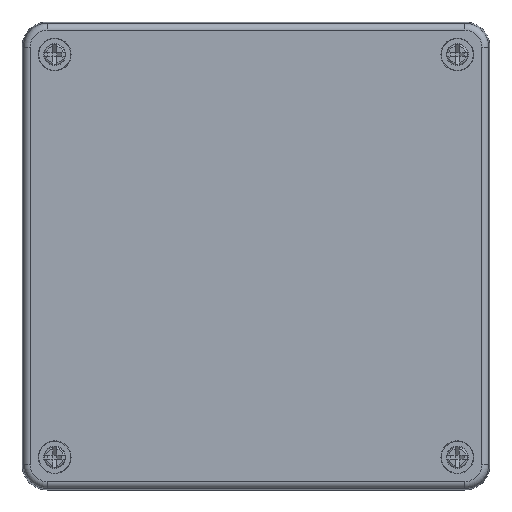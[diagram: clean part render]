
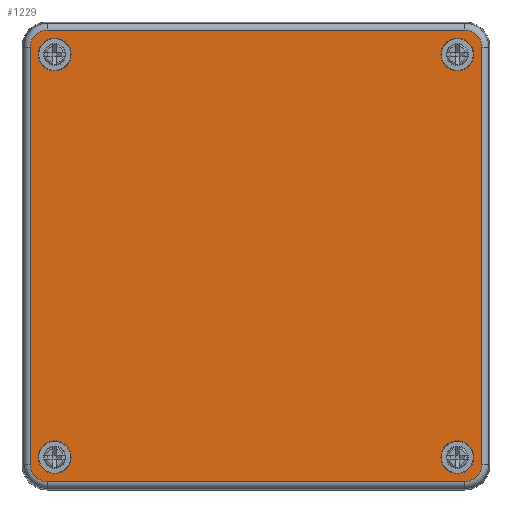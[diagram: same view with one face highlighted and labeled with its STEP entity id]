
A CAD part, top view. The second image highlights one B-rep face of the part: STEP entity #1229.
In plain terms, the highlighted planar face has unit normal (0, 0, 1).
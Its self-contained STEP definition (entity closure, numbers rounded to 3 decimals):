
#1229 = ADVANCED_FACE( '', ( #2609, #2610, #2611, #2612, #2613 ), #2614, .F. );
#2609 = FACE_BOUND( '', #4073, .T. );
#2610 = FACE_BOUND( '', #4074, .T. );
#2611 = FACE_BOUND( '', #4075, .T. );
#2612 = FACE_BOUND( '', #4076, .T. );
#2613 = FACE_OUTER_BOUND( '', #4077, .T. );
#2614 = PLANE( '', #4078 );
#4073 = EDGE_LOOP( '', ( #7259 ) );
#4074 = EDGE_LOOP( '', ( #7260 ) );
#4075 = EDGE_LOOP( '', ( #7261 ) );
#4076 = EDGE_LOOP( '', ( #7262 ) );
#4077 = EDGE_LOOP( '', ( #7263, #7264, #7265, #7266, #7267, #7268, #7269, #7270 ) );
#4078 = AXIS2_PLACEMENT_3D( '', #7271, #7272, #7273 );
#7259 = ORIENTED_EDGE( '', *, *, #8706, .T. );
#7260 = ORIENTED_EDGE( '', *, *, #9076, .T. );
#7261 = ORIENTED_EDGE( '', *, *, #9025, .T. );
#7262 = ORIENTED_EDGE( '', *, *, #9028, .T. );
#7263 = ORIENTED_EDGE( '', *, *, #8221, .T. );
#7264 = ORIENTED_EDGE( '', *, *, #8151, .F. );
#7265 = ORIENTED_EDGE( '', *, *, #9206, .T. );
#7266 = ORIENTED_EDGE( '', *, *, #9196, .F. );
#7267 = ORIENTED_EDGE( '', *, *, #8917, .F. );
#7268 = ORIENTED_EDGE( '', *, *, #9065, .T. );
#7269 = ORIENTED_EDGE( '', *, *, #9166, .F. );
#7270 = ORIENTED_EDGE( '', *, *, #9184, .T. );
#7271 = CARTESIAN_POINT( '', ( 62., 67.054, 19. ) );
#7272 = DIRECTION( '', ( 0., 0., -1. ) );
#7273 = DIRECTION( '', ( -1., 0., 0. ) );
#8151 = EDGE_CURVE( '', #9673, #9669, #9675, .T. );
#8221 = EDGE_CURVE( '', #9793, #9669, #9794, .T. );
#8706 = EDGE_CURVE( '', #10572, #10572, #10573, .T. );
#8917 = EDGE_CURVE( '', #10872, #10874, #10875, .T. );
#9025 = EDGE_CURVE( '', #11015, #11015, #11016, .T. );
#9028 = EDGE_CURVE( '', #11020, #11020, #11021, .T. );
#9065 = EDGE_CURVE( '', #10872, #11063, #11065, .T. );
#9076 = EDGE_CURVE( '', #11077, #11077, #11078, .T. );
#9166 = EDGE_CURVE( '', #11187, #11063, #11189, .T. );
#9184 = EDGE_CURVE( '', #11187, #9793, #11213, .T. );
#9196 = EDGE_CURVE( '', #10874, #11226, #11228, .T. );
#9206 = EDGE_CURVE( '', #9673, #11226, #11241, .T. );
#9669 = VERTEX_POINT( '', #11804 );
#9673 = VERTEX_POINT( '', #11809 );
#9675 = LINE( '', #11811, #11812 );
#9793 = VERTEX_POINT( '', #11963 );
#9794 = CIRCLE( '', #11964, 5.054 );
#10572 = VERTEX_POINT( '', #13005 );
#10573 = CIRCLE( '', #13006, 4.868 );
#10872 = VERTEX_POINT( '', #13402 );
#10874 = VERTEX_POINT( '', #13404 );
#10875 = CIRCLE( '', #13405, 5.054 );
#11015 = VERTEX_POINT( '', #13589 );
#11016 = CIRCLE( '', #13590, 4.868 );
#11020 = VERTEX_POINT( '', #13594 );
#11021 = CIRCLE( '', #13595, 4.868 );
#11063 = VERTEX_POINT( '', #13652 );
#11065 = LINE( '', #13654, #13655 );
#11077 = VERTEX_POINT( '', #13670 );
#11078 = CIRCLE( '', #13671, 4.868 );
#11187 = VERTEX_POINT( '', #13810 );
#11189 = CIRCLE( '', #13812, 5.054 );
#11213 = LINE( '', #13837, #13838 );
#11226 = VERTEX_POINT( '', #13853 );
#11228 = LINE( '', #13855, #13856 );
#11241 = CIRCLE( '', #13870, 5.054 );
#11804 = CARTESIAN_POINT( '', ( -62., -67.054, 19. ) );
#11809 = CARTESIAN_POINT( '', ( 62., -67.054, 19. ) );
#11811 = CARTESIAN_POINT( '', ( 62., -67.054, 19. ) );
#11812 = VECTOR( '', #14296, 1000. );
#11963 = CARTESIAN_POINT( '', ( -67.054, -62., 19. ) );
#11964 = AXIS2_PLACEMENT_3D( '', #14390, #14391, #14392 );
#13005 = CARTESIAN_POINT( '', ( -64.668, -59.8, 19. ) );
#13006 = AXIS2_PLACEMENT_3D( '', #15053, #15054, #15055 );
#13402 = CARTESIAN_POINT( '', ( 62., 67.054, 19. ) );
#13404 = CARTESIAN_POINT( '', ( 67.054, 62., 19. ) );
#13405 = AXIS2_PLACEMENT_3D( '', #15307, #15308, #15309 );
#13589 = CARTESIAN_POINT( '', ( 54.932, -59.8, 19. ) );
#13590 = AXIS2_PLACEMENT_3D( '', #15453, #15454, #15455 );
#13594 = CARTESIAN_POINT( '', ( 54.932, 59.8, 19. ) );
#13595 = AXIS2_PLACEMENT_3D( '', #15459, #15460, #15461 );
#13652 = CARTESIAN_POINT( '', ( -62., 67.054, 19. ) );
#13654 = CARTESIAN_POINT( '', ( 62., 67.054, 19. ) );
#13655 = VECTOR( '', #15489, 1000. );
#13670 = CARTESIAN_POINT( '', ( -64.668, 59.8, 19. ) );
#13671 = AXIS2_PLACEMENT_3D( '', #15499, #15500, #15501 );
#13810 = CARTESIAN_POINT( '', ( -67.054, 62., 19. ) );
#13812 = AXIS2_PLACEMENT_3D( '', #15608, #15609, #15610 );
#13837 = CARTESIAN_POINT( '', ( -67.054, 62., 19. ) );
#13838 = VECTOR( '', #15630, 1000. );
#13853 = CARTESIAN_POINT( '', ( 67.054, -62., 19. ) );
#13855 = CARTESIAN_POINT( '', ( 67.054, 62., 19. ) );
#13856 = VECTOR( '', #15642, 1000. );
#13870 = AXIS2_PLACEMENT_3D( '', #15653, #15654, #15655 );
#14296 = DIRECTION( '', ( -1., 0., 0. ) );
#14390 = CARTESIAN_POINT( '', ( -62., -62., 19. ) );
#14391 = DIRECTION( '', ( 0., 0., 1. ) );
#14392 = DIRECTION( '', ( 1., 0., 0. ) );
#15053 = CARTESIAN_POINT( '', ( -59.8, -59.8, 19. ) );
#15054 = DIRECTION( '', ( 0., 0., -1. ) );
#15055 = DIRECTION( '', ( -1., 0., 0. ) );
#15307 = CARTESIAN_POINT( '', ( 62., 62., 19. ) );
#15308 = DIRECTION( '', ( 0., 0., -1. ) );
#15309 = DIRECTION( '', ( -1., 0., 0. ) );
#15453 = CARTESIAN_POINT( '', ( 59.8, -59.8, 19. ) );
#15454 = DIRECTION( '', ( 0., 0., -1. ) );
#15455 = DIRECTION( '', ( -1., 0., 0. ) );
#15459 = CARTESIAN_POINT( '', ( 59.8, 59.8, 19. ) );
#15460 = DIRECTION( '', ( 0., 0., -1. ) );
#15461 = DIRECTION( '', ( -1., 0., 0. ) );
#15489 = DIRECTION( '', ( -1., 0., 0. ) );
#15499 = CARTESIAN_POINT( '', ( -59.8, 59.8, 19. ) );
#15500 = DIRECTION( '', ( 0., 0., -1. ) );
#15501 = DIRECTION( '', ( -1., 0., 0. ) );
#15608 = CARTESIAN_POINT( '', ( -62., 62., 19. ) );
#15609 = DIRECTION( '', ( 0., 0., -1. ) );
#15610 = DIRECTION( '', ( -1., 0., 0. ) );
#15630 = DIRECTION( '', ( 0., -1., 0. ) );
#15642 = DIRECTION( '', ( 0., -1., 0. ) );
#15653 = CARTESIAN_POINT( '', ( 62., -62., 19. ) );
#15654 = DIRECTION( '', ( 0., 0., 1. ) );
#15655 = DIRECTION( '', ( 1., 0., 0. ) );
